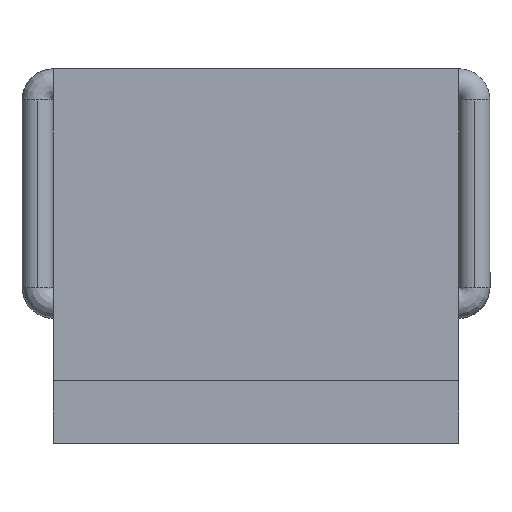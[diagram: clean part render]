
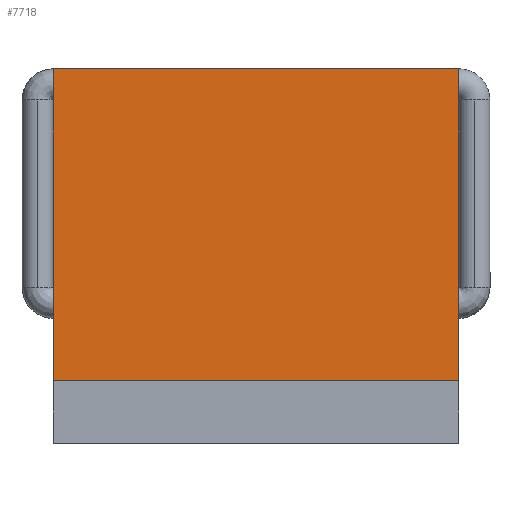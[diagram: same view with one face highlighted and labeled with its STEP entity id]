
A CAD part, left-side view. The second image highlights one B-rep face of the part: STEP entity #7718.
In plain terms, the highlighted planar face has unit normal (-1, 0, 0).
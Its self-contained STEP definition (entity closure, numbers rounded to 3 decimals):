
#7529=CARTESIAN_POINT('',(-1.0,0.65,1.2));
#7530=VERTEX_POINT('',#7529);
#7537=CARTESIAN_POINT('',(-1.0,-0.65,1.2));
#7538=VERTEX_POINT('',#7537);
#7539=CARTESIAN_POINT('',(-1.0,0.65,1.2));
#7540=DIRECTION('',(0.0,-1.0,0.0));
#7541=VECTOR('',#7540,1.3);
#7542=LINE('',#7539,#7541);
#7543=EDGE_CURVE('',#7530,#7538,#7542,.T.);
#7620=CARTESIAN_POINT('',(-1.0,0.65,0.2));
#7621=VERTEX_POINT('',#7620);
#7628=CARTESIAN_POINT('',(-1.0,0.65,0.2));
#7629=DIRECTION('',(0.0,0.0,1.0));
#7630=VECTOR('',#7629,1.0);
#7631=LINE('',#7628,#7630);
#7632=EDGE_CURVE('',#7621,#7530,#7631,.T.);
#7675=CARTESIAN_POINT('',(-1.0,-0.65,0.2));
#7676=VERTEX_POINT('',#7675);
#7677=CARTESIAN_POINT('',(-1.0,-0.65,0.2));
#7678=DIRECTION('',(0.0,0.0,1.0));
#7679=VECTOR('',#7678,1.0);
#7680=LINE('',#7677,#7679);
#7681=EDGE_CURVE('',#7676,#7538,#7680,.T.);
#7702=CARTESIAN_POINT('',(-1.0,-0.65,0.2));
#7703=DIRECTION('',(-1.0,0.0,0.0));
#7704=DIRECTION('',(0.0,0.0,1.0));
#7705=AXIS2_PLACEMENT_3D('',#7702,#7703,#7704);
#7706=PLANE('',#7705);
#7707=ORIENTED_EDGE('',*,*,#7632,.F.);
#7708=CARTESIAN_POINT('',(-1.0,0.65,0.2));
#7709=DIRECTION('',(0.0,-1.0,0.0));
#7710=VECTOR('',#7709,1.3);
#7711=LINE('',#7708,#7710);
#7712=EDGE_CURVE('',#7621,#7676,#7711,.T.);
#7713=ORIENTED_EDGE('',*,*,#7712,.T.);
#7714=ORIENTED_EDGE('',*,*,#7681,.T.);
#7715=ORIENTED_EDGE('',*,*,#7543,.F.);
#7716=EDGE_LOOP('',(#7707,#7713,#7714,#7715));
#7717=FACE_OUTER_BOUND('',#7716,.T.);
#7718=ADVANCED_FACE('',(#7717),#7706,.T.);
